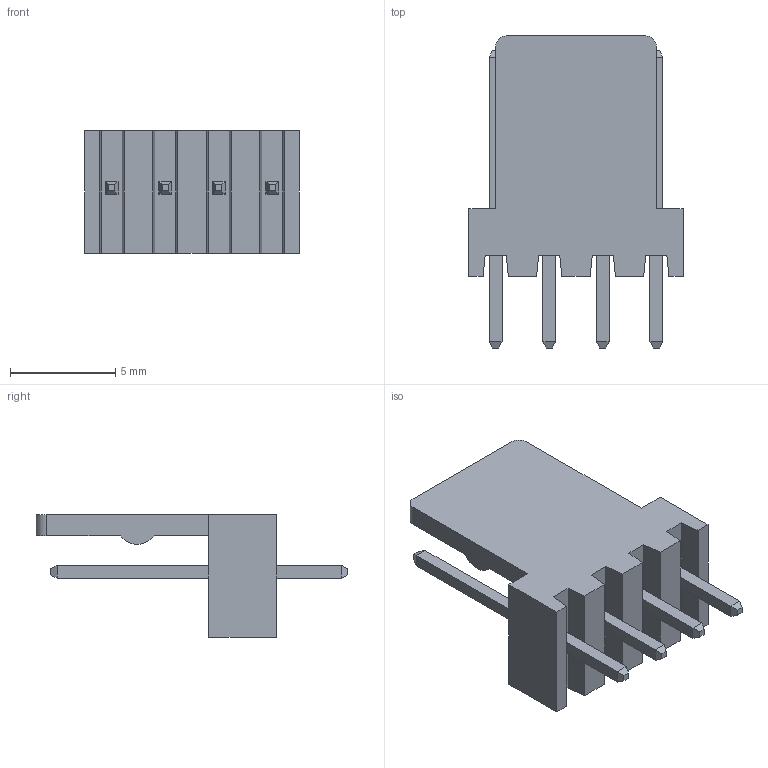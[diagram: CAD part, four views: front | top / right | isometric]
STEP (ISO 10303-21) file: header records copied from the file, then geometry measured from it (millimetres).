
FILE_DESCRIPTION (( 'STEP AP203' ), '1' );
FILE_NAME ('ﾑﾍﾏ389-4ﾂﾏ22-1.STEP', '2018-07-20T13:17:22', ( '' ), ( '' ), 'SwSTEP 2.0', 'SolidWorks 2015', '' );
FILE_SCHEMA (( 'CONFIG_CONTROL_DESIGN' ));
Length unit declared in the file: millimetre
Products named in the file (1): ﾑﾍﾏ389-4ﾂﾏ22-1
Bounding box: 10.16 x 14.8 x 5.8 mm (x, y, z)
Volume: 245.6 mm3; surface area: 507.9 mm2
Topology: 1 solids, 1 shells, 102 faces, 244 edges, 152 vertices
Faces by surface type: plane 99, cylinder 3
Entity records: 2935 total; most frequent: CARTESIAN_POINT 499, ORIENTED_EDGE 488, DIRECTION 456, EDGE_CURVE 244, VECTOR 238, LINE 238, VERTEX_POINT 152, EDGE_LOOP 110
